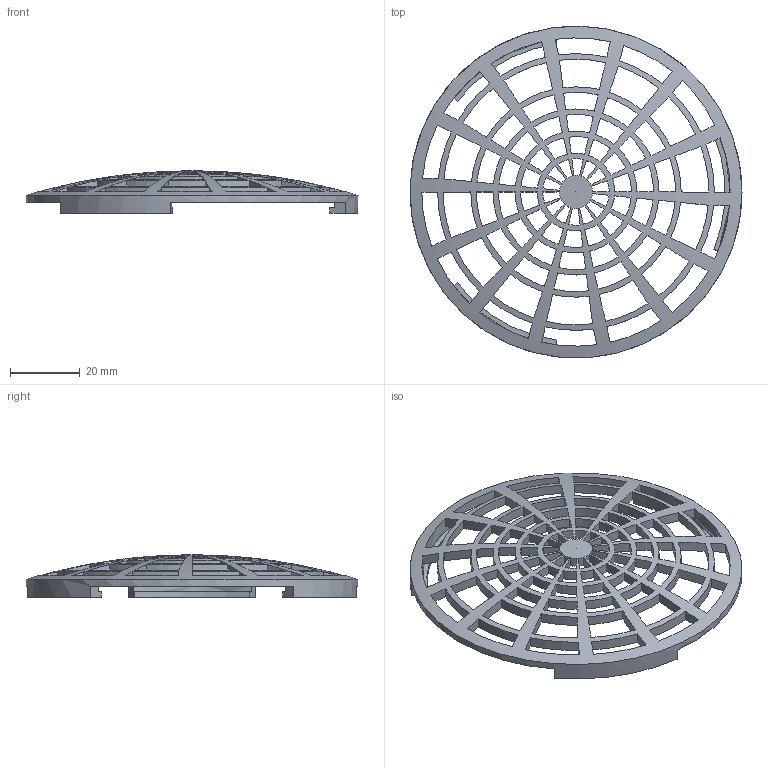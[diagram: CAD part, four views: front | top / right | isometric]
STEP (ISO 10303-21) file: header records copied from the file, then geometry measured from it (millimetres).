
FILE_DESCRIPTION(/* description */ (''),/* implementation_level */ '2;1');
FILE_NAME(/* name */ 'Top_Cover.stp',/* time_stamp */ '2014-12-12T21:23:47+02:00',/* author */ ('Bijan'),/* organization */ (''),/* preprocessor_version */ 'ST-DEVELOPER v15.6',/* originating_system */ 'Autodesk Inventor 2015',/* authorisation */ '');
FILE_SCHEMA (('AUTOMOTIVE_DESIGN { 1 0 10303 214 3 1 1 }'));
Length unit declared in the file: inch
Products named in the file (1): Top_Cover
Bounding box: 95.25 x 95.22 x 12.14 mm (x, y, z)
Volume: 10334.5 mm3; surface area: 14834.8 mm2
Topology: 1 solids, 1 shells, 352 faces, 1089 edges, 712 vertices
Faces by surface type: plane 183, cylinder 167, sphere 2
Full cylindrical faces by diameter (mm): 95.25 x1
Entity records: 12782 total; most frequent: DIRECTION 2478, ORIENTED_EDGE 2144, CARTESIAN_POINT 2134, EDGE_CURVE 1072, AXIS2_PLACEMENT_3D 1053, VERTEX_POINT 709, CIRCLE 700, EDGE_LOOP 507
